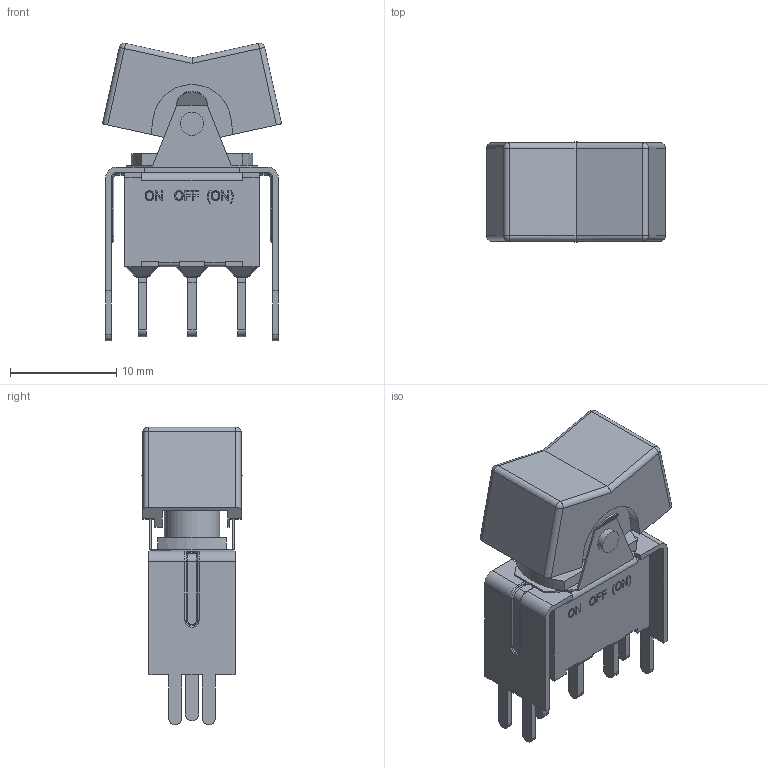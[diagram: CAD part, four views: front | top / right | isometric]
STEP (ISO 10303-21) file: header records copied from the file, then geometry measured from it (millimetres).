
FILE_DESCRIPTION((' '),'2;1');
FILE_NAME('300SPxJ1xxxVS2xE.stp','2017-07-31T10:53:33',(' '),(' '),' ','ACIS',' ');
FILE_SCHEMA(('CONFIG_CONTROL_DESIGN'));
Length unit declared in the file: inch
Products named in the file (1): 300SPxJ1xxxVS2xE.stp
Bounding box: 16.87 x 9.45 x 28.05 mm (x, y, z)
Volume: 1629.8 mm3; surface area: 2400 mm2
Topology: 1 solids, 5 shells, 506 faces, 1252 edges, 774 vertices
Faces by surface type: plane 297, cylinder 119, bspline 38, torus 36, sphere 16
Full cylindrical faces by diameter (mm): 2.2 x4, 3.2 x1, 5.2 x1
Entity records: 15041 total; most frequent: CARTESIAN_POINT 3039, ORIENTED_EDGE 2492, DIRECTION 2400, EDGE_CURVE 1246, VECTOR 878, LINE 878, VERTEX_POINT 774, AXIS2_PLACEMENT_3D 761
